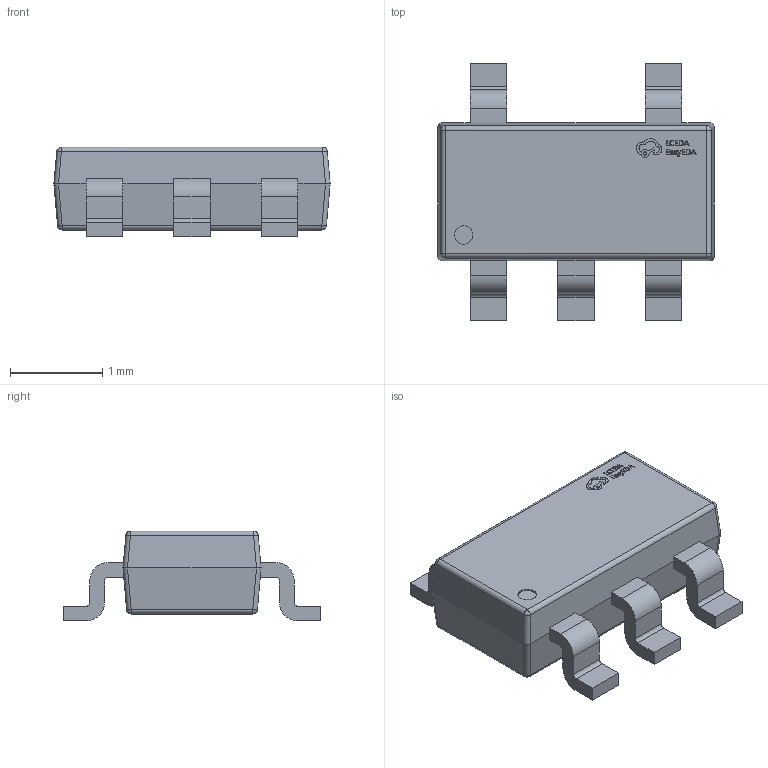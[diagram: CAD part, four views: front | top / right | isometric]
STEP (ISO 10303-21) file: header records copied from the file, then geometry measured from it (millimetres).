
FILE_DESCRIPTION(('Open CASCADE Model'),'2;1');
FILE_NAME('Open CASCADE Shape Model','2025-11-01T23:56:55',('Author'),( 'Open CASCADE'),'Open CASCADE STEP processor 7.9','Open CASCADE 7.9' ,'Unknown');
FILE_SCHEMA(('AUTOMOTIVE_DESIGN { 1 0 10303 214 1 1 1 1 }'));
Length unit declared in the file: millimetre
Products named in the file (1): COMPOUND
Bounding box: 3 x 2.8 x 0.98 mm (x, y, z)
Volume: 4.2 mm3; surface area: 21.8 mm2
Topology: 14 solids, 14 shells, 392 faces, 1036 edges, 680 vertices
Faces by surface type: bspline 392
Entity records: 14874 total; most frequent: CARTESIAN_POINT 6069, ORIENTED_EDGE 2072, EDGE_CURVE 1036, B_SPLINE_CURVE_WITH_KNOTS 964, VERTEX_POINT 680, FACE_BOUND 412, EDGE_LOOP 412, ADVANCED_FACE 392
